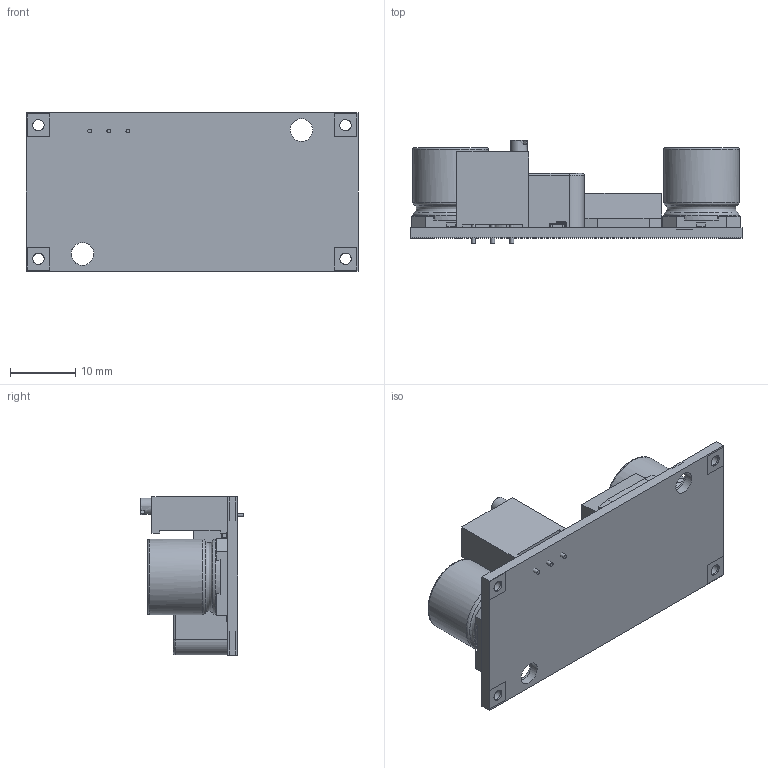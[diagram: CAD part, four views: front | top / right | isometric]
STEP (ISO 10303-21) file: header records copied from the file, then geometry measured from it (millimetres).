
FILE_DESCRIPTION(('FreeCAD Model'),'2;1');
FILE_NAME('Open CASCADE Shape Model','2025-04-30T07:53:47',('FreeCAD'),( 'FreeCAD'),'Open CASCADE STEP processor 7.6','FreeCAD','Unknown');
FILE_SCHEMA(('AUTOMOTIVE_DESIGN { 1 0 10303 214 1 1 1 1 }'));
Length unit declared in the file: millimetre
Products named in the file (1): Open CASCADE STEP translator 7.6 1
Bounding box: 50.88 x 15.79 x 24.29 mm (x, y, z)
Volume: 7571.3 mm3; surface area: 7219.5 mm2
Topology: 40 solids, 40 shells, 638 faces, 1515 edges, 924 vertices
Faces by surface type: bspline 638
Entity records: 17669 total; most frequent: CARTESIAN_POINT 8711, ORIENTED_EDGE 2934, EDGE_CURVE 1467, B_SPLINE_CURVE_WITH_KNOTS 1071, VERTEX_POINT 924, FACE_BOUND 717, EDGE_LOOP 717, ADVANCED_FACE 638
